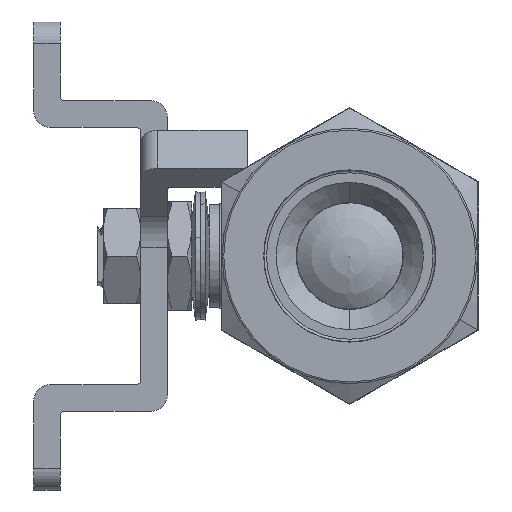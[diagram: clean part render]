
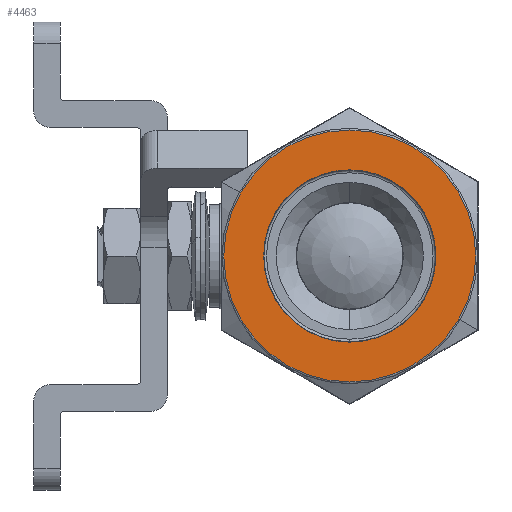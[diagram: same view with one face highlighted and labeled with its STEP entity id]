
A CAD part, left-side view. The second image highlights one B-rep face of the part: STEP entity #4463.
In plain terms, the highlighted planar face has unit normal (-1, 0, 0).
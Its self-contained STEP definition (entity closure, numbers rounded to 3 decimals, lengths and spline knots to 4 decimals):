
#1722 = DIRECTION ( 'NONE',  ( 0., -0.866, -0.5 ) ) ;
#1768 = DIRECTION ( 'NONE',  ( 1., 0., 0. ) ) ;
#1871 = EDGE_CURVE ( 'NONE', #27878, #9923, #14791, .T. ) ;
#1892 = CIRCLE ( 'NONE', #32268, 0.5025 ) ;
#1973 = PLANE ( 'NONE',  #36089 ) ;
#2283 = CARTESIAN_POINT ( 'NONE',  ( -2.391, 0., 0.8631 ) ) ;
#2545 = CARTESIAN_POINT ( 'NONE',  ( -2.391, -0.6365, -0.3675 ) ) ;
#2905 = AXIS2_PLACEMENT_3D ( 'NONE', #9388, #9332, #10154 ) ;
#4463 = ADVANCED_FACE ( 'NONE', ( #16655, #39846 ), #1973, .F. ) ;
#6012 = EDGE_CURVE ( 'NONE', #17293, #27006, #1892, .T. ) ;
#6228 = CARTESIAN_POINT ( 'NONE',  ( -2.391, 0.6365, 0.3675 ) ) ;
#9332 = DIRECTION ( 'NONE',  ( -1., 0., 0. ) ) ;
#9388 = CARTESIAN_POINT ( 'NONE',  ( -2.391, 0., 0. ) ) ;
#9923 = VERTEX_POINT ( 'NONE', #6228 ) ;
#10154 = DIRECTION ( 'NONE',  ( 0., -0.866, -0.5 ) ) ;
#10630 = ORIENTED_EDGE ( 'NONE', *, *, #6012, .T. ) ;
#10915 = CIRCLE ( 'NONE', #23115, 0.5025 ) ;
#12242 = ORIENTED_EDGE ( 'NONE', *, *, #32852, .T. ) ;
#13639 = CARTESIAN_POINT ( 'NONE',  ( -2.391, -0.4352, -0.2513 ) ) ;
#14791 = CIRCLE ( 'NONE', #2905, 0.735 ) ;
#16526 = EDGE_LOOP ( 'NONE', ( #25497, #12242 ) ) ;
#16554 = CIRCLE ( 'NONE', #22158, 0.735 ) ;
#16655 = FACE_OUTER_BOUND ( 'NONE', #16526, .T. ) ;
#17293 = VERTEX_POINT ( 'NONE', #13639 ) ;
#19568 = EDGE_LOOP ( 'NONE', ( #34549, #10630 ) ) ;
#22158 = AXIS2_PLACEMENT_3D ( 'NONE', #29055, #29011, #28959 ) ;
#23115 = AXIS2_PLACEMENT_3D ( 'NONE', #34685, #34551, #34639 ) ;
#25497 = ORIENTED_EDGE ( 'NONE', *, *, #1871, .T. ) ;
#27006 = VERTEX_POINT ( 'NONE', #40245 ) ;
#27878 = VERTEX_POINT ( 'NONE', #2545 ) ;
#28959 = DIRECTION ( 'NONE',  ( 0., -0.866, -0.5 ) ) ;
#29011 = DIRECTION ( 'NONE',  ( -1., 0., 0. ) ) ;
#29055 = CARTESIAN_POINT ( 'NONE',  ( -2.391, 0., 0. ) ) ;
#31545 = EDGE_CURVE ( 'NONE', #27006, #17293, #10915, .T. ) ;
#32157 = DIRECTION ( 'NONE',  ( 0., -0.866, -0.5 ) ) ;
#32268 = AXIS2_PLACEMENT_3D ( 'NONE', #32398, #32360, #32157 ) ;
#32360 = DIRECTION ( 'NONE',  ( 1., 0., 0. ) ) ;
#32398 = CARTESIAN_POINT ( 'NONE',  ( -2.391, 0., 0. ) ) ;
#32852 = EDGE_CURVE ( 'NONE', #9923, #27878, #16554, .T. ) ;
#34549 = ORIENTED_EDGE ( 'NONE', *, *, #31545, .T. ) ;
#34551 = DIRECTION ( 'NONE',  ( 1., 0., 0. ) ) ;
#34639 = DIRECTION ( 'NONE',  ( 0., -0.866, -0.5 ) ) ;
#34685 = CARTESIAN_POINT ( 'NONE',  ( -2.391, 0., 0. ) ) ;
#36089 = AXIS2_PLACEMENT_3D ( 'NONE', #2283, #1768, #1722 ) ;
#39846 = FACE_BOUND ( 'NONE', #19568, .T. ) ;
#40245 = CARTESIAN_POINT ( 'NONE',  ( -2.391, 0.4352, 0.2512 ) ) ;
